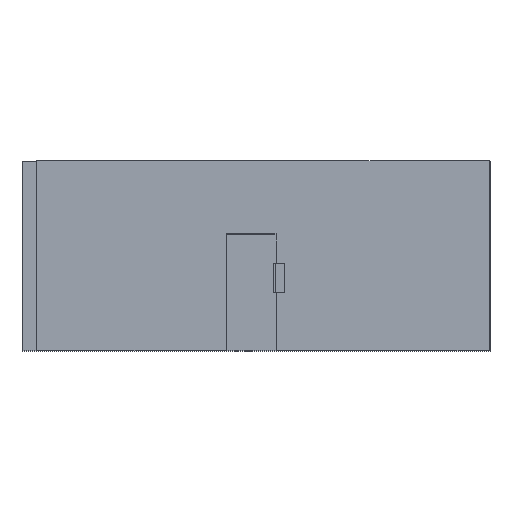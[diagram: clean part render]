
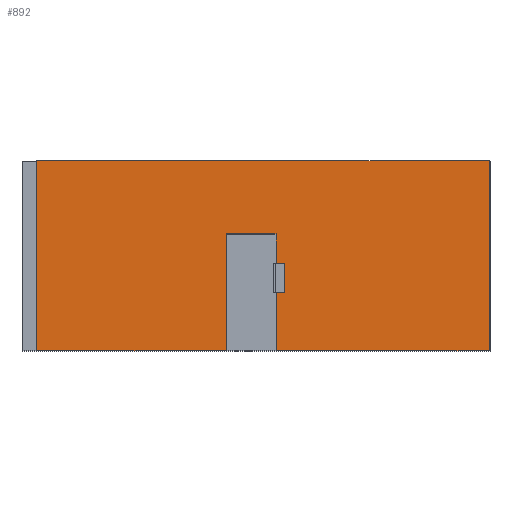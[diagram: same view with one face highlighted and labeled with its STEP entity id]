
A CAD part, top view. The second image highlights one B-rep face of the part: STEP entity #892.
In plain terms, the highlighted planar face has unit normal (0, 0, 1).
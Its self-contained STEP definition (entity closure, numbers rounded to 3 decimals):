
#37=FACE_OUTER_BOUND('',#83,.T.);
#83=EDGE_LOOP('',(#696,#697,#698,#699,#700,#701,#702,#703,#704,#705,#706,
#707));
#130=LINE('',#1247,#257);
#135=LINE('',#1256,#262);
#149=LINE('',#1285,#276);
#154=LINE('',#1294,#281);
#159=LINE('',#1304,#286);
#161=LINE('',#1308,#288);
#177=LINE('',#1339,#304);
#179=LINE('',#1343,#306);
#191=LINE('',#1367,#318);
#192=LINE('',#1368,#319);
#193=LINE('',#1370,#320);
#194=LINE('',#1371,#321);
#257=VECTOR('',#1009,10.);
#262=VECTOR('',#1016,10.);
#276=VECTOR('',#1040,10.);
#281=VECTOR('',#1047,10.);
#286=VECTOR('',#1056,10.);
#288=VECTOR('',#1060,10.);
#304=VECTOR('',#1080,10.);
#306=VECTOR('',#1084,10.);
#318=VECTOR('',#1108,10.);
#319=VECTOR('',#1109,10.);
#320=VECTOR('',#1110,10.);
#321=VECTOR('',#1111,10.);
#381=VERTEX_POINT('',#1244);
#382=VERTEX_POINT('',#1246);
#385=VERTEX_POINT('',#1254);
#394=VERTEX_POINT('',#1282);
#395=VERTEX_POINT('',#1284);
#398=VERTEX_POINT('',#1292);
#401=VERTEX_POINT('',#1302);
#402=VERTEX_POINT('',#1306);
#415=VERTEX_POINT('',#1337);
#416=VERTEX_POINT('',#1341);
#422=VERTEX_POINT('',#1366);
#423=VERTEX_POINT('',#1369);
#466=EDGE_CURVE('',#382,#381,#130,.T.);
#471=EDGE_CURVE('',#381,#385,#135,.T.);
#485=EDGE_CURVE('',#395,#394,#149,.T.);
#490=EDGE_CURVE('',#398,#394,#154,.T.);
#495=EDGE_CURVE('',#401,#398,#159,.T.);
#497=EDGE_CURVE('',#401,#402,#161,.T.);
#513=EDGE_CURVE('',#415,#402,#177,.T.);
#515=EDGE_CURVE('',#416,#415,#179,.T.);
#527=EDGE_CURVE('',#416,#422,#191,.T.);
#528=EDGE_CURVE('',#382,#422,#192,.T.);
#529=EDGE_CURVE('',#385,#423,#193,.T.);
#530=EDGE_CURVE('',#423,#395,#194,.T.);
#696=ORIENTED_EDGE('',*,*,#497,.T.);
#697=ORIENTED_EDGE('',*,*,#513,.F.);
#698=ORIENTED_EDGE('',*,*,#515,.F.);
#699=ORIENTED_EDGE('',*,*,#527,.T.);
#700=ORIENTED_EDGE('',*,*,#528,.F.);
#701=ORIENTED_EDGE('',*,*,#466,.T.);
#702=ORIENTED_EDGE('',*,*,#471,.T.);
#703=ORIENTED_EDGE('',*,*,#529,.T.);
#704=ORIENTED_EDGE('',*,*,#530,.T.);
#705=ORIENTED_EDGE('',*,*,#485,.T.);
#706=ORIENTED_EDGE('',*,*,#490,.F.);
#707=ORIENTED_EDGE('',*,*,#495,.F.);
#846=PLANE('',#952);
#892=ADVANCED_FACE('',(#37),#846,.T.);
#952=AXIS2_PLACEMENT_3D('',#1365,#1106,#1107);
#1009=DIRECTION('',(1.,0.,0.));
#1016=DIRECTION('',(0.,-1.,0.));
#1040=DIRECTION('',(-1.,0.,0.));
#1047=DIRECTION('',(0.,1.,0.));
#1056=DIRECTION('',(-1.,0.,0.));
#1060=DIRECTION('',(0.,1.,0.));
#1080=DIRECTION('',(1.,0.,0.));
#1084=DIRECTION('',(0.,1.,0.));
#1106=DIRECTION('center_axis',(0.,0.,1.));
#1107=DIRECTION('ref_axis',(1.,0.,0.));
#1108=DIRECTION('',(1.,0.,0.));
#1109=DIRECTION('',(0.,-1.,0.));
#1110=DIRECTION('',(1.,0.,0.));
#1111=DIRECTION('',(0.,-1.,0.));
#1244=CARTESIAN_POINT('',(-0.304,1.,6.01));
#1246=CARTESIAN_POINT('',(-2.004,1.,6.01));
#1247=CARTESIAN_POINT('',(-0.204,1.,6.01));
#1254=CARTESIAN_POINT('',(-0.304,0.,6.01));
#1256=CARTESIAN_POINT('',(-0.304,0.,6.01));
#1282=CARTESIAN_POINT('',(-0.299,-1.,6.01));
#1284=CARTESIAN_POINT('',(-0.004,-1.,6.01));
#1285=CARTESIAN_POINT('',(0.001,-1.,6.01));
#1292=CARTESIAN_POINT('',(-0.299,-3.,6.01));
#1294=CARTESIAN_POINT('',(-0.299,0.,6.01));
#1302=CARTESIAN_POINT('',(6.996,-3.,6.01));
#1304=CARTESIAN_POINT('',(2.001,-3.,6.01));
#1306=CARTESIAN_POINT('',(6.996,3.5,6.01));
#1308=CARTESIAN_POINT('',(6.996,0.,6.01));
#1337=CARTESIAN_POINT('',(-8.504,3.5,6.01));
#1339=CARTESIAN_POINT('',(-0.004,3.5,6.01));
#1341=CARTESIAN_POINT('',(-8.504,-3.,6.01));
#1343=CARTESIAN_POINT('',(-8.504,2.,6.01));
#1365=CARTESIAN_POINT('Origin',(-0.004,0.,6.01));
#1366=CARTESIAN_POINT('',(-2.004,-3.,6.01));
#1367=CARTESIAN_POINT('',(-11.004,-3.,6.01));
#1368=CARTESIAN_POINT('',(-2.004,0.,6.01));
#1369=CARTESIAN_POINT('',(-0.004,0.,6.01));
#1370=CARTESIAN_POINT('',(-0.004,0.,6.01));
#1371=CARTESIAN_POINT('',(-0.004,0.,6.01));
